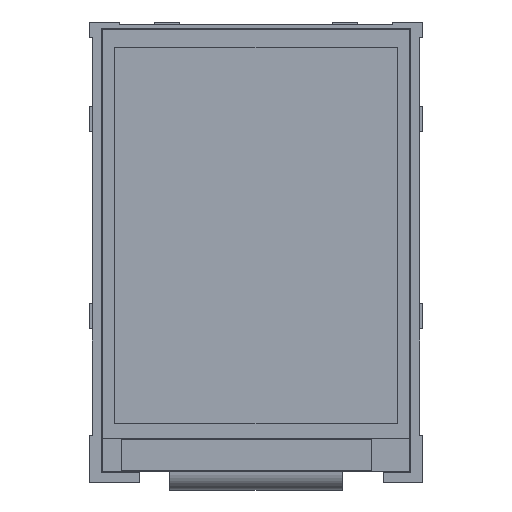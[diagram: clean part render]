
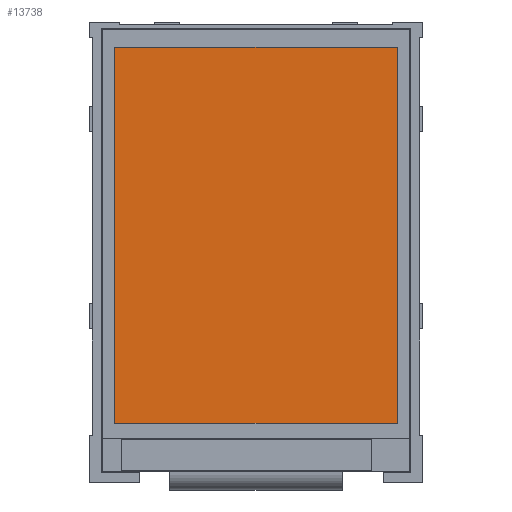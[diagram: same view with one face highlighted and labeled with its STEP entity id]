
A CAD part, top view. The second image highlights one B-rep face of the part: STEP entity #13738.
In plain terms, the highlighted planar face has unit normal (0, 0, 1).
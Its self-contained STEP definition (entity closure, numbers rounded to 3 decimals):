
#1563=ORIENTED_EDGE('',*,*,#4271,.F.);
#1564=ORIENTED_EDGE('',*,*,#4277,.F.);
#1565=ORIENTED_EDGE('',*,*,#4275,.F.);
#1566=ORIENTED_EDGE('',*,*,#4273,.F.);
#4271=EDGE_CURVE('',#5650,#5651,#6522,.T.);
#4273=EDGE_CURVE('',#5651,#5652,#6524,.T.);
#4275=EDGE_CURVE('',#5652,#5653,#6526,.T.);
#4277=EDGE_CURVE('',#5653,#5650,#6528,.T.);
#5650=VERTEX_POINT('',#18503);
#5651=VERTEX_POINT('',#18505);
#5652=VERTEX_POINT('',#18509);
#5653=VERTEX_POINT('',#18513);
#6522=LINE('',#18504,#7303);
#6524=LINE('',#18508,#7305);
#6526=LINE('',#18512,#7307);
#6528=LINE('',#18516,#7309);
#7303=VECTOR('',#15293,1000.);
#7305=VECTOR('',#15297,1000.);
#7307=VECTOR('',#15301,1000.);
#7309=VECTOR('',#15305,1000.);
#7868=EDGE_LOOP('',(#1563,#1564,#1565,#1566));
#8531=FACE_BOUND('',#7868,.T.);
#9150=PLANE('',#14364);
#13738=ADVANCED_FACE('',(#8531),#9150,.F.);
#14364=AXIS2_PLACEMENT_3D('',#18517,#15306,#15307);
#15293=DIRECTION('',(0.,1.,0.));
#15297=DIRECTION('',(1.,0.,0.));
#15301=DIRECTION('',(0.,-1.,0.));
#15305=DIRECTION('',(-1.,0.,0.));
#15306=DIRECTION('',(0.,0.,-1.));
#15307=DIRECTION('',(-1.,0.,0.));
#18503=CARTESIAN_POINT('',(-16.92,-20.495,1.78));
#18504=CARTESIAN_POINT('',(-16.92,-20.495,1.78));
#18505=CARTESIAN_POINT('',(-16.92,24.625,1.78));
#18508=CARTESIAN_POINT('',(-16.92,24.625,1.78));
#18509=CARTESIAN_POINT('',(16.92,24.625,1.78));
#18512=CARTESIAN_POINT('',(16.92,24.625,1.78));
#18513=CARTESIAN_POINT('',(16.92,-20.495,1.78));
#18516=CARTESIAN_POINT('',(16.92,-20.495,1.78));
#18517=CARTESIAN_POINT('',(0.,0.,1.78));
